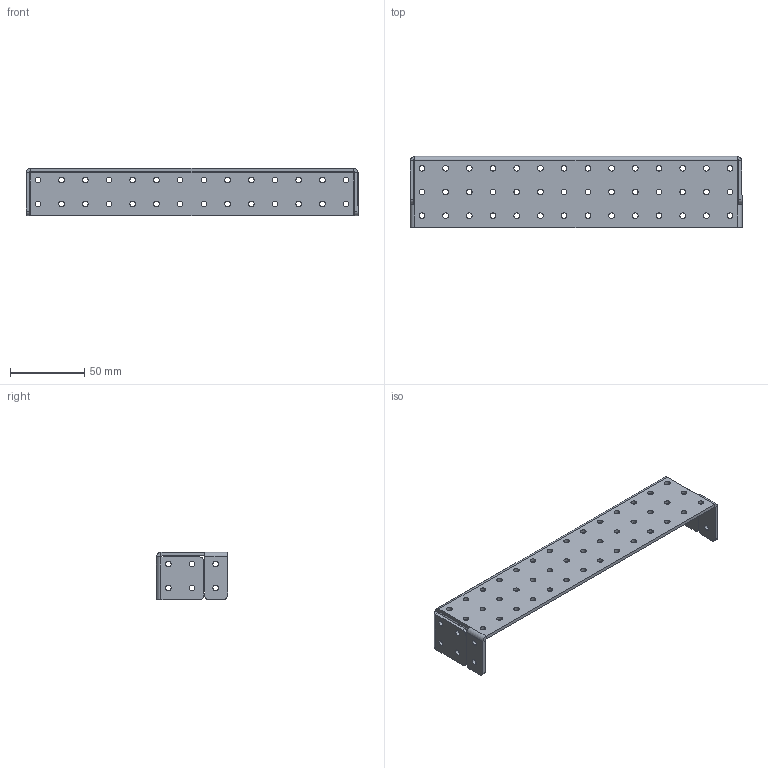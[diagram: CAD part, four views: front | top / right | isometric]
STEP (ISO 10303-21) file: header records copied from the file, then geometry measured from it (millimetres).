
FILE_DESCRIPTION (( 'STEP AP203' ), '1' );
FILE_NAME ('am-4759 MecanAM Cross Plate.STEP', '2022-07-06T15:18:42', ( '' ), ( '' ), 'SwSTEP 2.0', 'SolidWorks 2021', '' );
FILE_SCHEMA (( 'CONFIG_CONTROL_DESIGN' ));
Length unit declared in the file: inch
Products named in the file (1): am-4759 MecanAM Cross Plate
Bounding box: 224 x 48 x 32 mm (x, y, z)
Volume: 42615.1 mm3; surface area: 41426.9 mm2
Topology: 1 solids, 1 shells, 220 faces, 614 edges, 396 vertices
Faces by surface type: cylinder 182, plane 38
Entity records: 7629 total; most frequent: DIRECTION 1420, CARTESIAN_POINT 1231, ORIENTED_EDGE 1228, EDGE_CURVE 614, AXIS2_PLACEMENT_3D 585, VERTEX_POINT 396, EDGE_LOOP 384, CIRCLE 364
